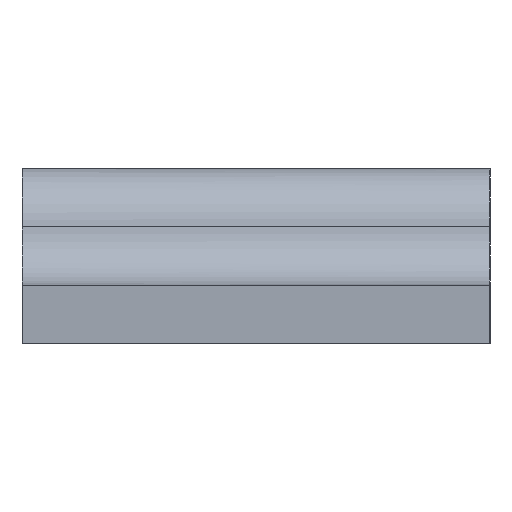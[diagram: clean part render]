
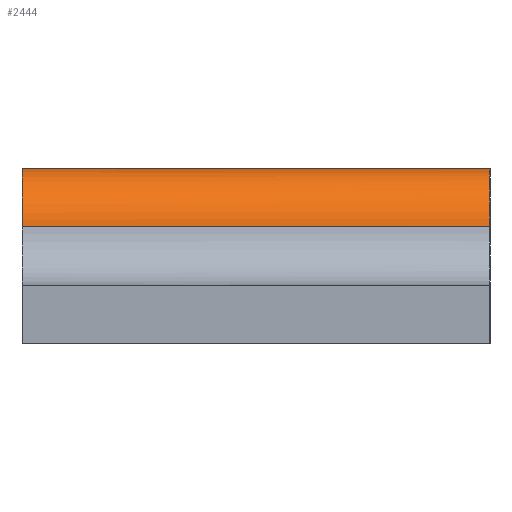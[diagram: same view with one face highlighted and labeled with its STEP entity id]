
A CAD part, left-side view. The second image highlights one B-rep face of the part: STEP entity #2444.
In plain terms, the highlighted cylindrical face has radius 3 mm (diameter 6 mm), a partial arc.
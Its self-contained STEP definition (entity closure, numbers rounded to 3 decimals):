
#1802=CARTESIAN_POINT('',(30.827,24.,9.0));
#1803=VERTEX_POINT('',#1802);
#1810=CARTESIAN_POINT('',(42.327,0.,9.0));
#1811=VERTEX_POINT('',#1810);
#1812=CARTESIAN_POINT('',(42.327,0.,9.0));
#1813=DIRECTION('',(-0.432,0.902,0.0));
#1814=VECTOR('',#1813,26.613);
#1815=LINE('',#1812,#1814);
#1816=EDGE_CURVE('',#1811,#1803,#1815,.T.);
#2068=CARTESIAN_POINT('',(39.0,0.,6.0));
#2069=VERTEX_POINT('',#2068);
#2070=CARTESIAN_POINT('',(42.327,0.0,6.0));
#2071=DIRECTION('',(0.0,1.0,0.0));
#2072=DIRECTION('',(-1.0,0.0,0.0));
#2073=AXIS2_PLACEMENT_3D('',#2070,#2071,#2072);
#2074=ELLIPSE('',#2073,3.327,3.);
#2075=EDGE_CURVE('',#2069,#1811,#2074,.T.);
#2287=CARTESIAN_POINT('',(27.5,24.,6.0));
#2288=VERTEX_POINT('',#2287);
#2289=CARTESIAN_POINT('',(27.5,24.,6.0));
#2290=DIRECTION('',(0.432,-0.902,0.0));
#2291=VECTOR('',#2290,26.613);
#2292=LINE('',#2289,#2291);
#2293=EDGE_CURVE('',#2288,#2069,#2292,.T.);
#2427=CARTESIAN_POINT('',(40.861,3.058,6.0));
#2428=DIRECTION('',(0.432,-0.902,0.0));
#2429=DIRECTION('',(-0.638,-0.306,0.707));
#2430=AXIS2_PLACEMENT_3D('',#2427,#2428,#2429);
#2431=CYLINDRICAL_SURFACE('',#2430,3.);
#2432=ORIENTED_EDGE('',*,*,#2075,.T.);
#2433=ORIENTED_EDGE('',*,*,#1816,.T.);
#2434=CARTESIAN_POINT('',(30.827,24.,6.0));
#2435=DIRECTION('',(0.0,-1.0,0.0));
#2436=DIRECTION('',(-1.0,0.0,0.0));
#2437=AXIS2_PLACEMENT_3D('',#2434,#2435,#2436);
#2438=ELLIPSE('',#2437,3.327,3.);
#2439=EDGE_CURVE('',#1803,#2288,#2438,.T.);
#2440=ORIENTED_EDGE('',*,*,#2439,.T.);
#2441=ORIENTED_EDGE('',*,*,#2293,.T.);
#2442=EDGE_LOOP('',(#2432,#2433,#2440,#2441));
#2443=FACE_OUTER_BOUND('',#2442,.T.);
#2444=ADVANCED_FACE('',(#2443),#2431,.T.);
